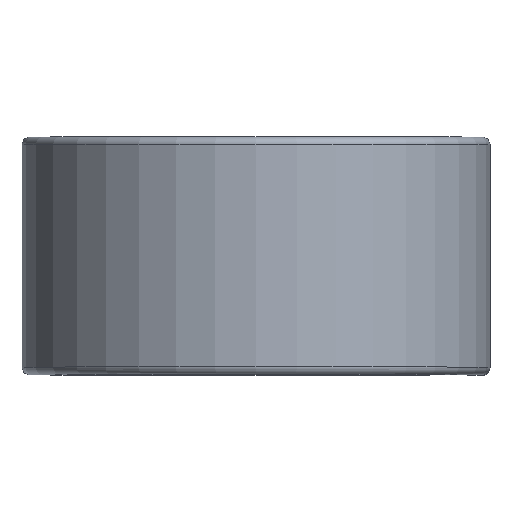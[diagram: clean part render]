
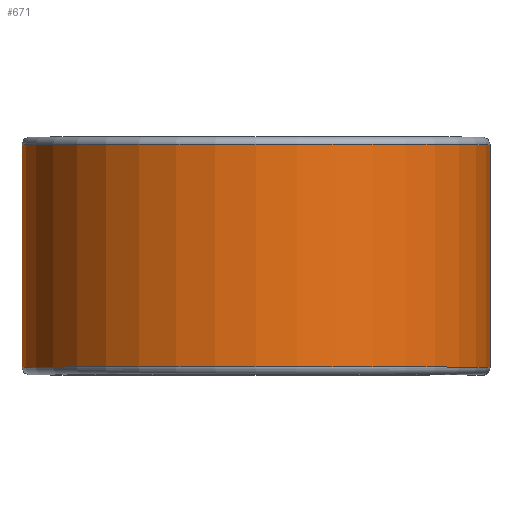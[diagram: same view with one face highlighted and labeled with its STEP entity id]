
A CAD part, top view. The second image highlights one B-rep face of the part: STEP entity #671.
In plain terms, the highlighted cylindrical face has radius 23.444 mm (diameter 46.888 mm), a partial arc.
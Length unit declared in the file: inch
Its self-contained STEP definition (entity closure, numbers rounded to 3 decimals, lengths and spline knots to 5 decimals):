
#7 = CARTESIAN_POINT ( 'NONE',  ( 0., 0.43875, -0.923 ) ) ;
#31 = LINE ( 'NONE', #823, #603 ) ;
#74 = CIRCLE ( 'NONE', #1759, 0.923 ) ;
#201 = EDGE_CURVE ( 'NONE', #418, #839, #31, .T. ) ;
#418 = VERTEX_POINT ( 'NONE', #624 ) ;
#603 = VECTOR ( 'NONE', #667, 39.37008 ) ;
#607 = VECTOR ( 'NONE', #1799, 39.37008 ) ;
#624 = CARTESIAN_POINT ( 'NONE',  ( 0.923, -0.43875, 0. ) ) ;
#667 = DIRECTION ( 'NONE',  ( 0., 1., 0. ) ) ;
#671 = ADVANCED_FACE ( 'NONE', ( #1429 ), #1710, .T. ) ;
#709 = VERTEX_POINT ( 'NONE', #7 ) ;
#718 = AXIS2_PLACEMENT_3D ( 'NONE', #1153, #1659, #1145 ) ;
#823 = CARTESIAN_POINT ( 'NONE',  ( 0.923, 0.43875, 0. ) ) ;
#837 = EDGE_CURVE ( 'NONE', #2358, #709, #2461, .T. ) ;
#839 = VERTEX_POINT ( 'NONE', #1822 ) ;
#1080 = EDGE_CURVE ( 'NONE', #839, #709, #1489, .T. ) ;
#1103 = AXIS2_PLACEMENT_3D ( 'NONE', #2165, #1923, #1633 ) ;
#1122 = EDGE_LOOP ( 'NONE', ( #1661, #2420, #1666, #2464 ) ) ;
#1128 = EDGE_CURVE ( 'NONE', #418, #2358, #74, .T. ) ;
#1145 = DIRECTION ( 'NONE',  ( 0., 0., -1. ) ) ;
#1153 = CARTESIAN_POINT ( 'NONE',  ( 0., 0.4375, 0. ) ) ;
#1370 = DIRECTION ( 'NONE',  ( 0., 0., -1. ) ) ;
#1387 = CARTESIAN_POINT ( 'NONE',  ( 0., -0.43875, 0. ) ) ;
#1429 = FACE_OUTER_BOUND ( 'NONE', #1122, .T. ) ;
#1489 = CIRCLE ( 'NONE', #1103, 0.923 ) ;
#1534 = DIRECTION ( 'NONE',  ( 0., -1., 0. ) ) ;
#1633 = DIRECTION ( 'NONE',  ( 0., 0., -1. ) ) ;
#1659 = DIRECTION ( 'NONE',  ( 0., -1., 0. ) ) ;
#1661 = ORIENTED_EDGE ( 'NONE', *, *, #201, .T. ) ;
#1666 = ORIENTED_EDGE ( 'NONE', *, *, #837, .F. ) ;
#1710 = CYLINDRICAL_SURFACE ( 'NONE', #718, 0.923 ) ;
#1759 = AXIS2_PLACEMENT_3D ( 'NONE', #1387, #1534, #1370 ) ;
#1799 = DIRECTION ( 'NONE',  ( 0., 1., 0. ) ) ;
#1822 = CARTESIAN_POINT ( 'NONE',  ( 0.923, 0.43875, 0. ) ) ;
#1894 = CARTESIAN_POINT ( 'NONE',  ( 0., 0.43875, -0.923 ) ) ;
#1923 = DIRECTION ( 'NONE',  ( 0., -1., 0. ) ) ;
#2165 = CARTESIAN_POINT ( 'NONE',  ( 0., 0.43875, 0. ) ) ;
#2358 = VERTEX_POINT ( 'NONE', #2374 ) ;
#2374 = CARTESIAN_POINT ( 'NONE',  ( 0., -0.43875, -0.923 ) ) ;
#2420 = ORIENTED_EDGE ( 'NONE', *, *, #1080, .T. ) ;
#2461 = LINE ( 'NONE', #1894, #607 ) ;
#2464 = ORIENTED_EDGE ( 'NONE', *, *, #1128, .F. ) ;
